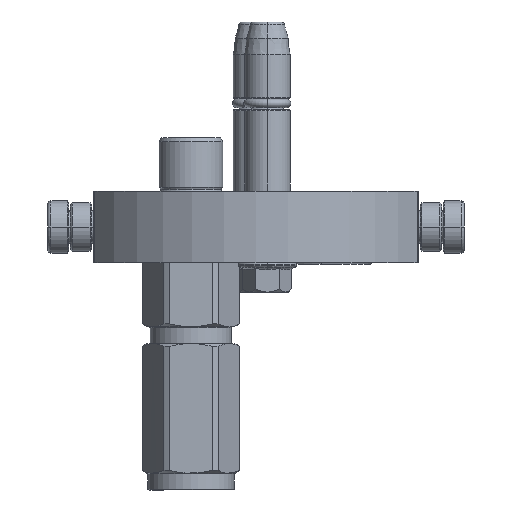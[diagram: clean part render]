
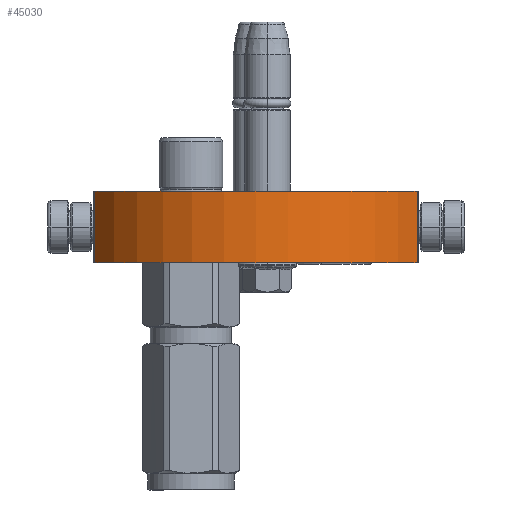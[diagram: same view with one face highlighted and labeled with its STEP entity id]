
A CAD part, left-side view. The second image highlights one B-rep face of the part: STEP entity #45030.
In plain terms, the highlighted cylindrical face has radius 57.25 mm (diameter 114.5 mm), a partial arc.
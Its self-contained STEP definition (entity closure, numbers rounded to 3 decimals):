
#402 = CYLINDRICAL_SURFACE ( 'NONE', #50161, 57.25 ) ;
#661 = CARTESIAN_POINT ( 'NONE',  ( -49.5, 28.763, 0. ) ) ;
#1581 = DIRECTION ( 'NONE',  ( 1., 0., 0. ) ) ;
#5595 = EDGE_CURVE ( 'NONE', #41432, #22156, #44214, .T. ) ;
#7598 = VERTEX_POINT ( 'NONE', #27519 ) ;
#10456 = EDGE_CURVE ( 'NONE', #7598, #59256, #36429, .T. ) ;
#16539 = CARTESIAN_POINT ( 'NONE',  ( 0., 0., 0. ) ) ;
#22156 = VERTEX_POINT ( 'NONE', #35884 ) ;
#22982 = AXIS2_PLACEMENT_3D ( 'NONE', #28225, #33447, #43443 ) ;
#24168 = DIRECTION ( 'NONE',  ( 0.865, 0.502, 0. ) ) ;
#27519 = CARTESIAN_POINT ( 'NONE',  ( 49.5, 28.763, 0. ) ) ;
#28225 = CARTESIAN_POINT ( 'NONE',  ( 0., 0., 22. ) ) ;
#32272 = DIRECTION ( 'NONE',  ( 0., 0., 1. ) ) ;
#33165 = ORIENTED_EDGE ( 'NONE', *, *, #36109, .T. ) ;
#33447 = DIRECTION ( 'NONE',  ( 0., 0., 1. ) ) ;
#34578 = CARTESIAN_POINT ( 'NONE',  ( 0., 0., 0. ) ) ;
#35524 = CARTESIAN_POINT ( 'NONE',  ( 49.5, 28.763, 0. ) ) ;
#35884 = CARTESIAN_POINT ( 'NONE',  ( -49.5, 28.763, 22. ) ) ;
#36109 = EDGE_CURVE ( 'NONE', #7598, #41432, #36589, .T. ) ;
#36429 = LINE ( 'NONE', #35524, #62040 ) ;
#36589 = CIRCLE ( 'NONE', #55447, 57.25 ) ;
#39351 = FACE_OUTER_BOUND ( 'NONE', #63095, .T. ) ;
#41432 = VERTEX_POINT ( 'NONE', #661 ) ;
#41611 = DIRECTION ( 'NONE',  ( 0., 0., -1. ) ) ;
#42228 = CARTESIAN_POINT ( 'NONE',  ( 49.5, 28.763, 22. ) ) ;
#43443 = DIRECTION ( 'NONE',  ( 0.865, 0.502, 0. ) ) ;
#44214 = LINE ( 'NONE', #51765, #55054 ) ;
#45030 = ADVANCED_FACE ( 'NONE', ( #39351 ), #402, .T. ) ;
#45285 = ORIENTED_EDGE ( 'NONE', *, *, #51261, .F. ) ;
#45931 = DIRECTION ( 'NONE',  ( 0., 0., 1. ) ) ;
#50161 = AXIS2_PLACEMENT_3D ( 'NONE', #16539, #41611, #1581 ) ;
#50905 = ORIENTED_EDGE ( 'NONE', *, *, #10456, .F. ) ;
#51261 = EDGE_CURVE ( 'NONE', #59256, #22156, #54453, .T. ) ;
#51765 = CARTESIAN_POINT ( 'NONE',  ( -49.5, 28.763, 0. ) ) ;
#53916 = DIRECTION ( 'NONE',  ( 0., 0., 1. ) ) ;
#54453 = CIRCLE ( 'NONE', #22982, 57.25 ) ;
#55054 = VECTOR ( 'NONE', #45931, 1000. ) ;
#55447 = AXIS2_PLACEMENT_3D ( 'NONE', #34578, #53916, #24168 ) ;
#59256 = VERTEX_POINT ( 'NONE', #42228 ) ;
#60763 = ORIENTED_EDGE ( 'NONE', *, *, #5595, .T. ) ;
#62040 = VECTOR ( 'NONE', #32272, 1000. ) ;
#63095 = EDGE_LOOP ( 'NONE', ( #33165, #60763, #45285, #50905 ) ) ;
